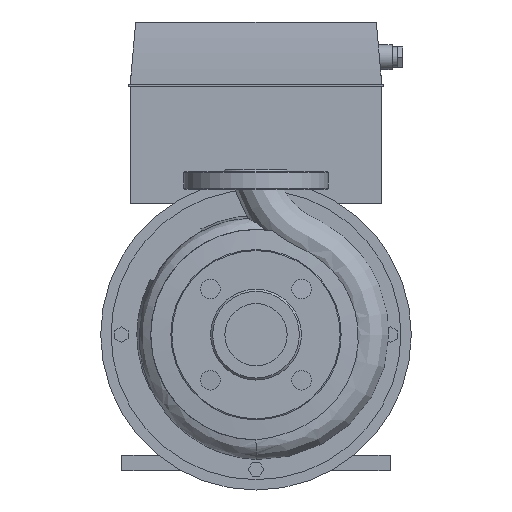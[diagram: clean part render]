
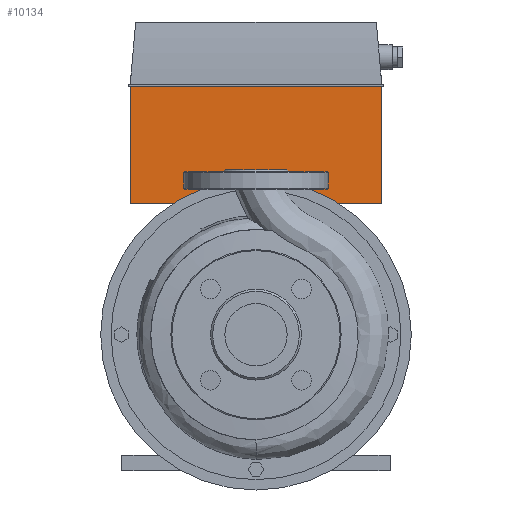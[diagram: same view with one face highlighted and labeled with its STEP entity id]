
A CAD part, left-side view. The second image highlights one B-rep face of the part: STEP entity #10134.
In plain terms, the highlighted planar face has unit normal (-1, 0, 0).
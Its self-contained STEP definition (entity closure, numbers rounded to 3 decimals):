
#938=LINE('',#20530,#1837);
#945=LINE('',#20548,#1844);
#948=LINE('',#20554,#1847);
#949=LINE('',#20555,#1848);
#1837=VECTOR('',#13891,10.);
#1844=VECTOR('',#13916,10.);
#1847=VECTOR('',#13921,10.);
#1848=VECTOR('',#13922,10.);
#2345=PLANE('',#11115);
#3061=FACE_OUTER_BOUND('',#3765,.T.);
#3765=EDGE_LOOP('',(#9356,#9357,#9358,#9359));
#5133=VERTEX_POINT('',#20526);
#5135=VERTEX_POINT('',#20529);
#5137=VERTEX_POINT('',#20547);
#5139=VERTEX_POINT('',#20553);
#6539=EDGE_CURVE('',#5135,#5133,#938,.T.);
#6548=EDGE_CURVE('',#5137,#5135,#945,.T.);
#6551=EDGE_CURVE('',#5133,#5139,#948,.T.);
#6552=EDGE_CURVE('',#5139,#5137,#949,.T.);
#9356=ORIENTED_EDGE('',*,*,#6539,.T.);
#9357=ORIENTED_EDGE('',*,*,#6551,.T.);
#9358=ORIENTED_EDGE('',*,*,#6552,.T.);
#9359=ORIENTED_EDGE('',*,*,#6548,.T.);
#10134=ADVANCED_FACE('',(#3061),#2345,.T.);
#11115=AXIS2_PLACEMENT_3D('',#20552,#13919,#13920);
#13891=DIRECTION('',(0.,1.,0.));
#13916=DIRECTION('',(0.,0.,1.));
#13919=DIRECTION('center_axis',(-1.,0.,0.));
#13920=DIRECTION('ref_axis',(0.,0.,1.));
#13921=DIRECTION('',(0.,0.,-1.));
#13922=DIRECTION('',(0.,-1.,0.));
#20526=CARTESIAN_POINT('',(236.5,122.,372.4));
#20529=CARTESIAN_POINT('',(236.5,-122.,372.4));
#20530=CARTESIAN_POINT('',(236.5,0.,372.4));
#20547=CARTESIAN_POINT('',(236.5,-122.,259.));
#20548=CARTESIAN_POINT('',(236.5,-122.,259.));
#20552=CARTESIAN_POINT('Origin',(236.5,0.,373.4));
#20553=CARTESIAN_POINT('',(236.5,122.,259.));
#20554=CARTESIAN_POINT('',(236.5,122.,259.));
#20555=CARTESIAN_POINT('',(236.5,0.,259.));
